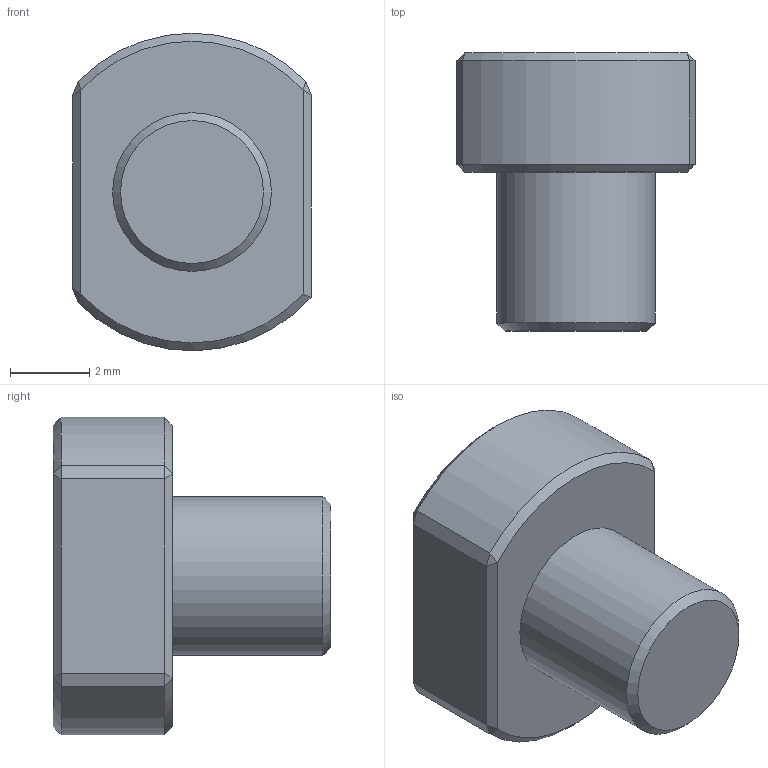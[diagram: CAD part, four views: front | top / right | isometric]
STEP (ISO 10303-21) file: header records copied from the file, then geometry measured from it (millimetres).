
FILE_DESCRIPTION(/* description */ (''),/* implementation_level */ '2;1');
FILE_NAME(/* name */ 'Pipka.step',/* time_stamp */ '2021-02-10T11:20:40+03:00',/* author */ (''),/* organization */ (''),/* preprocessor_version */ 'ST-DEVELOPER v18.1',/* originating_system */ 'Autodesk Translation Framework v9.7.1.1290',/* authorisation */ '');
FILE_SCHEMA (('AUTOMOTIVE_DESIGN { 1 0 10303 214 3 1 1 }'));
Length unit declared in the file: metre
Products named in the file (1): Pipka
Bounding box: 6 x 7 x 8 mm (x, y, z)
Volume: 178 mm3; surface area: 201.2 mm2
Topology: 1 solids, 1 shells, 26 faces, 49 edges, 26 vertices
Faces by surface type: plane 18, cone 5, cylinder 3
Full cylindrical faces by diameter (mm): 4 x1
Entity records: 694 total; most frequent: CARTESIAN_POINT 114, DIRECTION 111, ORIENTED_EDGE 98, EDGE_CURVE 49, AXIS2_PLACEMENT_3D 41, LINE 29, VECTOR 29, EDGE_LOOP 27
